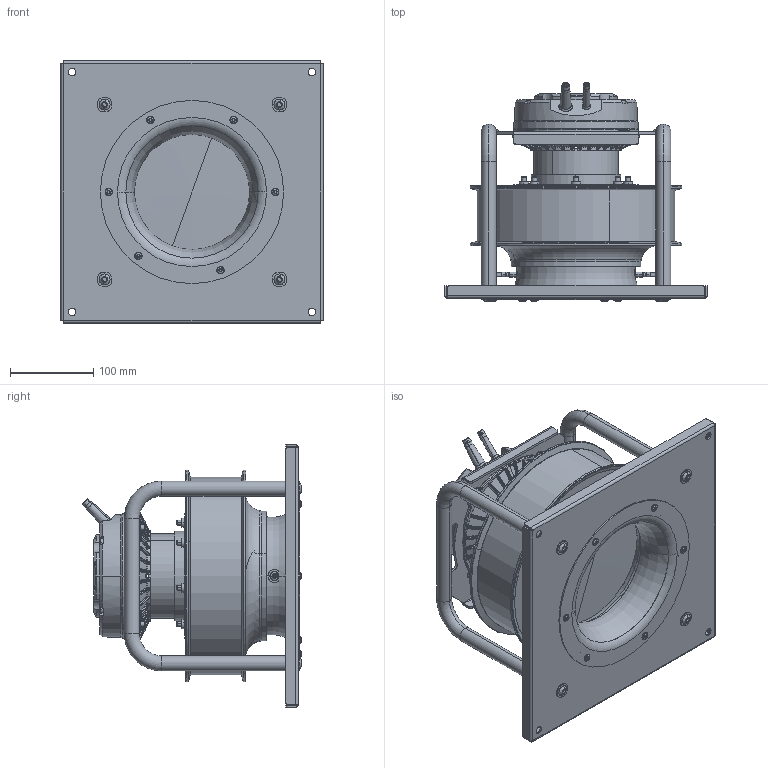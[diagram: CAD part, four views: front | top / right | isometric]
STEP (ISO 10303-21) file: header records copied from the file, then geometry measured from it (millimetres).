
FILE_DESCRIPTION((''),'2;1');
FILE_NAME('SR-P-HE-225-07_B_04_ASM','2023-01-23T11:38:21',('mkulawiak'),(''),'CREO PARAMETRIC BY PTC INC, 2022014','CREO PARAMETRIC BY PTC INC, 2022014','');
FILE_SCHEMA(('CONFIG_CONTROL_DESIGN'));
Products named in the file (1): SR-P-HE-225-07_B_04_ASM
Bounding box: 315 x 263.09 x 315 mm (x, y, z)
Volume: 3831996.9 mm3; surface area: 715163.3 mm2
Topology: 3 solids, 65 shells, 3628 faces, 9922 edges, 6051 vertices
Faces by surface type: plane 1312, cylinder 1166, bspline 525, torus 285, cone 248, extrusion 54, sphere 38
Entity records: 129961 total; most frequent: CARTESIAN_POINT 45890, ORIENTED_EDGE 18498, DIRECTION 15637, EDGE_CURVE 9828, VERTEX_POINT 6051, AXIS2_PLACEMENT_3D 6043, EDGE_LOOP 3810, FACE_OUTER_BOUND 3628
